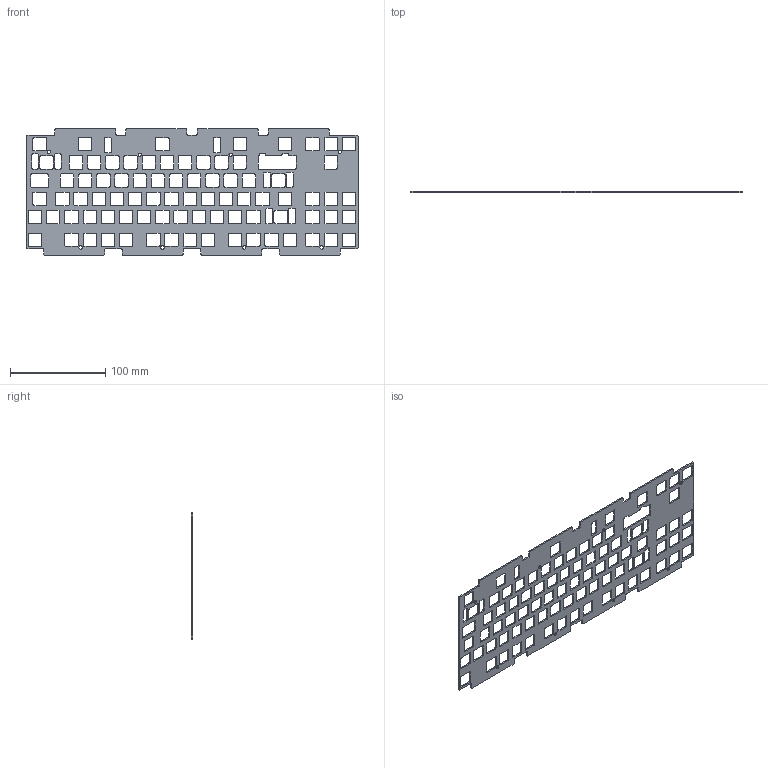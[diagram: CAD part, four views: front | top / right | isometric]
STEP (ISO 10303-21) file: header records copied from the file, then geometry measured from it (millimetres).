
FILE_DESCRIPTION(/* description */ (''),/* implementation_level */ '2;1');
FILE_NAME(/* name */ 'No2TKL-Plate.step',/* time_stamp */ '2019-07-15T09:23:37-04:00',/* author */ (''),/* organization */ (''),/* preprocessor_version */ 'ST-DEVELOPER v18',/* originating_system */ 'Autodesk Translation Framework v8.2.0.1029',/* authorisation */ '');
FILE_SCHEMA (('AUTOMOTIVE_DESIGN { 1 0 10303 214 3 1 1 }'));
Length unit declared in the file: millimetre
Products named in the file (1): (Unsaved)
Bounding box: 347.71 x 1.5 x 132.16 mm (x, y, z)
Volume: 40404 mm3; surface area: 63008.9 mm2
Topology: 1 solids, 1 shells, 830 faces, 2484 edges, 1656 vertices
Faces by surface type: cylinder 420, plane 410
Full cylindrical faces by diameter (mm): 3.5 x8
Entity records: 28621 total; most frequent: DIRECTION 4986, CARTESIAN_POINT 4971, ORIENTED_EDGE 4968, EDGE_CURVE 2484, AXIS2_PLACEMENT_3D 1671, VERTEX_POINT 1656, LINE 1644, VECTOR 1644
